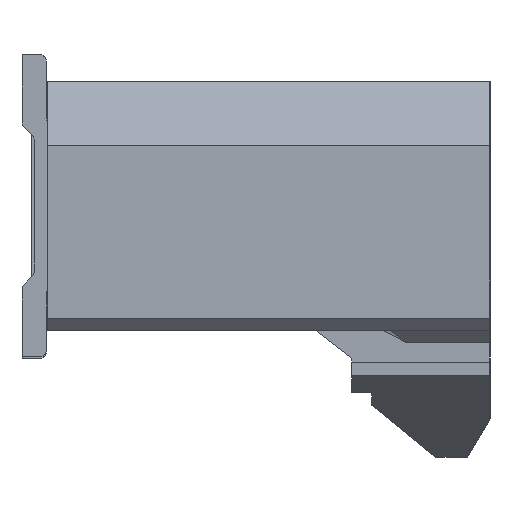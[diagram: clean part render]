
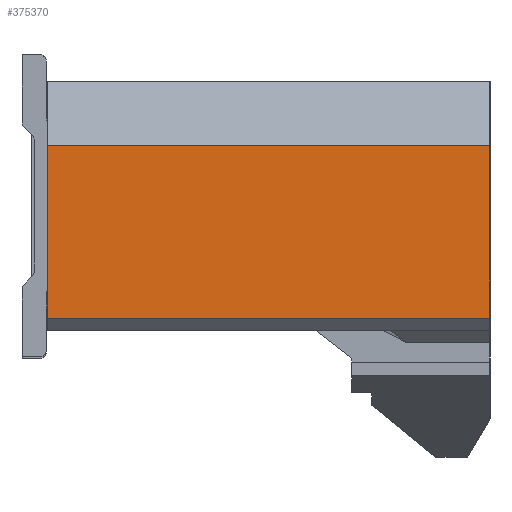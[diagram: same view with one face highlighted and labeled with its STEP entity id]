
A CAD part, left-side view. The second image highlights one B-rep face of the part: STEP entity #375370.
In plain terms, the highlighted planar face has unit normal (-1, 0, 0).
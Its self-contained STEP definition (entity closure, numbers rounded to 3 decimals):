
#348960=CARTESIAN_POINT('',(49.805,52.851,
0.15));
#348970=VERTEX_POINT('',#348960);
#349140=CARTESIAN_POINT('',(49.805,58.321,
0.15));
#349150=VERTEX_POINT('',#349140);
#349180=CARTESIAN_POINT('',(49.805,0.,0.15));
#349190=DIRECTION('',(0.,-1.,0.));
#349200=VECTOR('',#349190,1.);
#349210=LINE('',#349180,#349200);
#349220=EDGE_CURVE('',#349150,#348970,#349210,.T.);
#371980=CARTESIAN_POINT('',(49.805,52.851,
2.28));
#371990=VERTEX_POINT('',#371980);
#372020=CARTESIAN_POINT('',(49.805,55.586,
2.28));
#372030=DIRECTION('',(0.,1.,0.));
#372040=VECTOR('',#372030,1.);
#372050=LINE('',#372020,#372040);
#372060=CARTESIAN_POINT('',(49.805,58.321,
2.28));
#372070=VERTEX_POINT('',#372060);
#372080=EDGE_CURVE('',#371990,#372070,#372050,.T.);
#375160=CARTESIAN_POINT('',(49.805,58.521,
0.));
#375170=DIRECTION('',(1.,0.,0.));
#375180=DIRECTION('',(0.,-1.,0.));
#375190=AXIS2_PLACEMENT_3D('',#375160,#375170,#375180);
#375200=PLANE('',#375190);
#375210=CARTESIAN_POINT('',(49.805,58.321,
0.));
#375220=DIRECTION('',(0.,0.,1.));
#375230=VECTOR('',#375220,1.);
#375240=LINE('',#375210,#375230);
#375250=EDGE_CURVE('',#349150,#372070,#375240,.T.);
#375260=ORIENTED_EDGE('',*,*,#375250,.F.);
#375270=ORIENTED_EDGE('',*,*,#372080,.T.);
#375280=CARTESIAN_POINT('',(49.805,52.851,
0.));
#375290=DIRECTION('',(0.,0.,1.));
#375300=VECTOR('',#375290,1.);
#375310=LINE('',#375280,#375300);
#375320=EDGE_CURVE('',#348970,#371990,#375310,.T.);
#375330=ORIENTED_EDGE('',*,*,#375320,.T.);
#375340=ORIENTED_EDGE('',*,*,#349220,.T.);
#375350=EDGE_LOOP('',(#375340,#375330,#375270,#375260));
#375360=FACE_OUTER_BOUND('',#375350,.T.);
#375370=ADVANCED_FACE('',(#375360),#375200,.F.);
